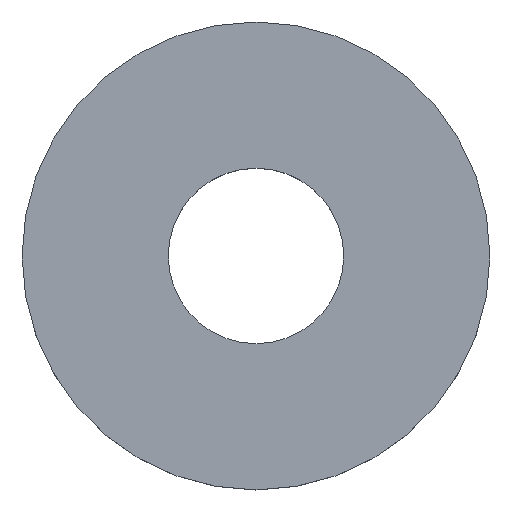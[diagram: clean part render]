
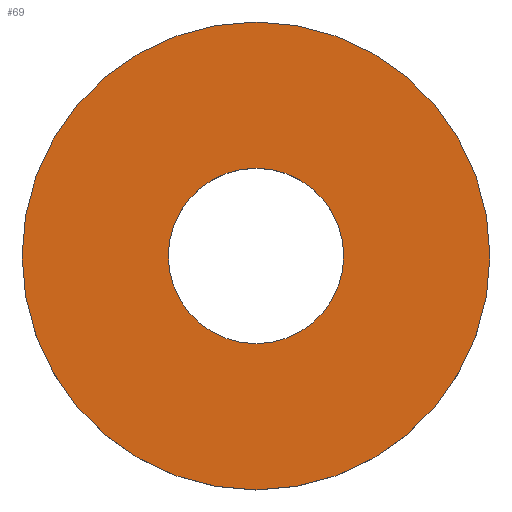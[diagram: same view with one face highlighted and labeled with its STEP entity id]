
A CAD part, top view. The second image highlights one B-rep face of the part: STEP entity #69.
In plain terms, the highlighted planar face has unit normal (0, 0, 1).
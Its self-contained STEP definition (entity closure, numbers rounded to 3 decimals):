
#57=VERTEX_POINT('',#127);
#65=VERTEX_POINT('',#135);
#67=EDGE_CURVE('',#101,#57,#137,.T.);
#69=ADVANCED_FACE('',(#139,#140),#141,.T.);
#71=VERTEX_POINT('',#143);
#73=EDGE_CURVE('',#65,#71,#145,.T.);
#79=EDGE_CURVE('',#71,#65,#152,.T.);
#81=EDGE_CURVE('',#57,#101,#154,.T.);
#101=VERTEX_POINT('',#178);
#127=CARTESIAN_POINT('',(-20.0,0.,5.));
#135=CARTESIAN_POINT('',(7.5,0.,5.));
#137=CIRCLE('',#209,20.0);
#139=FACE_OUTER_BOUND('',#211,.T.);
#140=FACE_BOUND('',#212,.T.);
#141=PLANE('',#213);
#143=CARTESIAN_POINT('',(-7.5,0.,5.));
#145=CIRCLE('',#218,7.5);
#152=CIRCLE('',#228,7.5);
#154=CIRCLE('',#231,20.0);
#178=CARTESIAN_POINT('',(20.0,0.,5.));
#209=AXIS2_PLACEMENT_3D('',#274,#275,#276);
#211=EDGE_LOOP('',(#278,#279));
#212=EDGE_LOOP('',(#280,#281));
#213=AXIS2_PLACEMENT_3D('',#282,#283,#284);
#218=AXIS2_PLACEMENT_3D('',#285,#286,#287);
#228=AXIS2_PLACEMENT_3D('',#297,#298,#299);
#231=AXIS2_PLACEMENT_3D('',#300,#301,#302);
#274=CARTESIAN_POINT('',(0.,0.,5.));
#275=DIRECTION('',(0.0,0.0,-1.0));
#276=DIRECTION('',(1.0,0.,0.0));
#278=ORIENTED_EDGE('',*,*,#67,.F.);
#279=ORIENTED_EDGE('',*,*,#81,.F.);
#280=ORIENTED_EDGE('',*,*,#73,.T.);
#281=ORIENTED_EDGE('',*,*,#79,.T.);
#282=CARTESIAN_POINT('',(13.75,0.,5.));
#283=DIRECTION('',(0.0,0.0,1.0));
#284=DIRECTION('',(1.0,0.0,0.0));
#285=CARTESIAN_POINT('',(0.,0.,5.));
#286=DIRECTION('',(0.0,0.0,-1.0));
#287=DIRECTION('',(1.0,0.,0.0));
#297=CARTESIAN_POINT('',(0.,0.,5.));
#298=DIRECTION('',(0.0,0.0,-1.0));
#299=DIRECTION('',(1.0,0.,0.0));
#300=CARTESIAN_POINT('',(0.,0.,5.));
#301=DIRECTION('',(0.0,0.0,-1.0));
#302=DIRECTION('',(1.0,0.,0.0));
